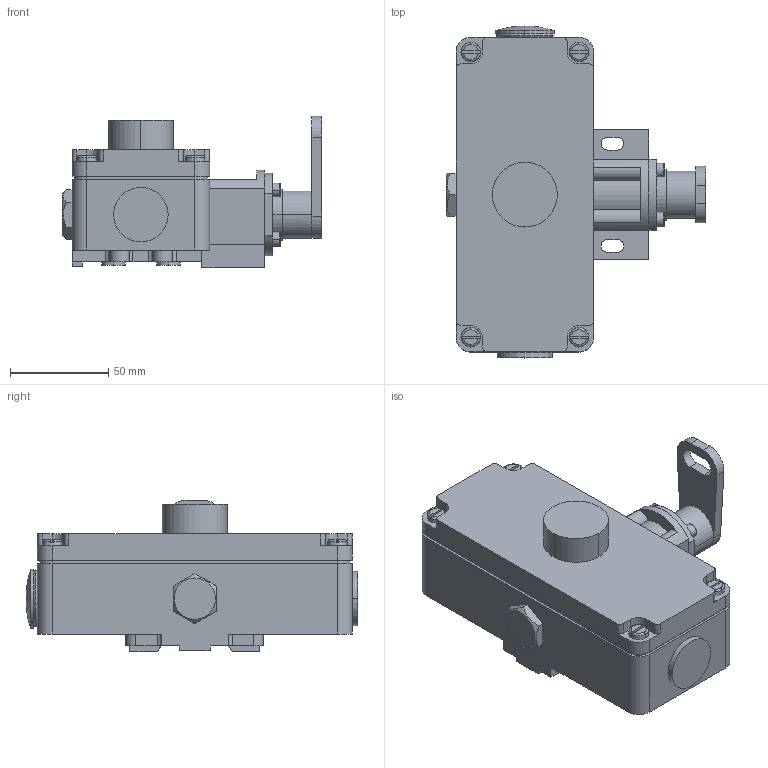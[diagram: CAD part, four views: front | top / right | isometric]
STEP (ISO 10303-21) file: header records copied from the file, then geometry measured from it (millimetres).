
FILE_DESCRIPTION(('STEP AP214'),'1');
FILE_NAME('cctmp_03B4A53A-3DBA-4202-86DA-BC8535756649_2023_07_21_12_42_22_0439..stp','2023-07-21T10:42:23',('SIEMENS A&D'),('CADClick - www.CADClick.com'),'Spatial InterOp 3D postprocessed',' ','unknown authorization');
FILE_SCHEMA(('AUTOMOTIVE_DESIGN'));
Length unit declared in the file: millimetre
Products named in the file (1): 2023_07_21_12_42_22_0430
Bounding box: 132 x 168.78 x 77 mm (x, y, z)
Volume: 669428.8 mm3; surface area: 68297.6 mm2
Topology: 1 solids, 4 shells, 300 faces, 783 edges, 512 vertices
Faces by surface type: plane 162, cylinder 94, torus 32, cone 10, sphere 2
Entity records: 10504 total; most frequent: CARTESIAN_POINT 1918, DIRECTION 1666, ORIENTED_EDGE 1566, EDGE_CURVE 783, AXIS2_PLACEMENT_3D 608, VERTEX_POINT 512, LINE 450, VECTOR 450
